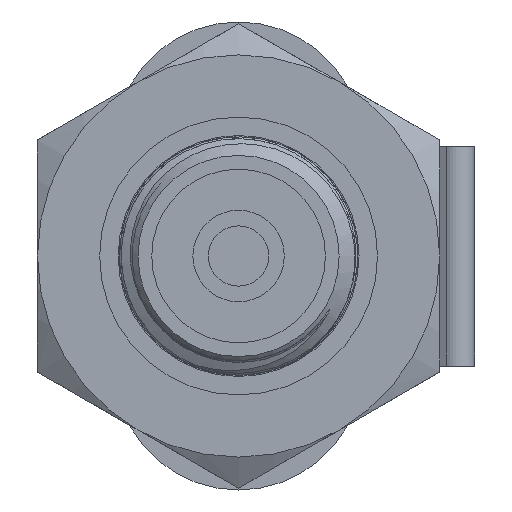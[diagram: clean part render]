
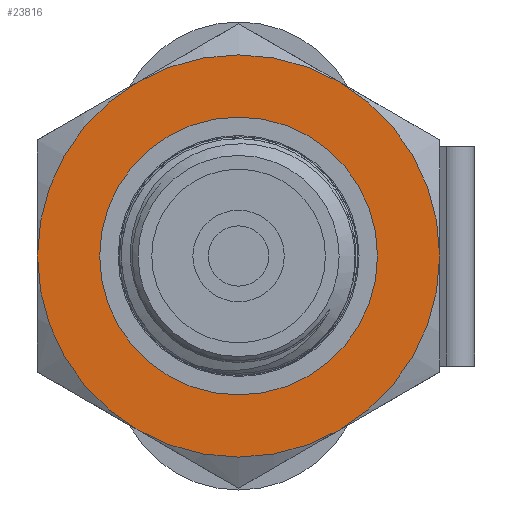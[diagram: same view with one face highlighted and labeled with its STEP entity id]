
A CAD part, left-side view. The second image highlights one B-rep face of the part: STEP entity #23816.
In plain terms, the highlighted planar face has unit normal (-1, 0, 0).
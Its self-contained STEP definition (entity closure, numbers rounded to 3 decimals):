
#514=PLANE('',#25029);
#1198=FACE_BOUND('',#3076,.T.);
#1681=FACE_OUTER_BOUND('',#3075,.T.);
#3075=EDGE_LOOP('',(#17666,#17667,#17668,#17669,#17670,#17671));
#3076=EDGE_LOOP('',(#17672));
#4227=CIRCLE('',#24989,11.);
#4228=CIRCLE('',#24991,11.);
#4229=CIRCLE('',#24993,11.);
#4230=CIRCLE('',#24995,11.);
#4231=CIRCLE('',#24997,11.);
#4232=CIRCLE('',#24999,11.);
#4244=CIRCLE('',#25028,7.6);
#10445=VERTEX_POINT('',#40647);
#10446=VERTEX_POINT('',#40651);
#10448=VERTEX_POINT('',#40658);
#10450=VERTEX_POINT('',#40668);
#10452=VERTEX_POINT('',#40681);
#10454=VERTEX_POINT('',#40691);
#10479=VERTEX_POINT('',#43775);
#13095=EDGE_CURVE('',#10445,#10446,#4227,.T.);
#13098=EDGE_CURVE('',#10448,#10445,#4228,.T.);
#13101=EDGE_CURVE('',#10450,#10448,#4229,.T.);
#13103=EDGE_CURVE('',#10452,#10450,#4230,.T.);
#13106=EDGE_CURVE('',#10454,#10452,#4231,.T.);
#13109=EDGE_CURVE('',#10446,#10454,#4232,.T.);
#13155=EDGE_CURVE('',#10479,#10479,#4244,.T.);
#17666=ORIENTED_EDGE('',*,*,#13109,.T.);
#17667=ORIENTED_EDGE('',*,*,#13106,.T.);
#17668=ORIENTED_EDGE('',*,*,#13103,.T.);
#17669=ORIENTED_EDGE('',*,*,#13101,.T.);
#17670=ORIENTED_EDGE('',*,*,#13098,.T.);
#17671=ORIENTED_EDGE('',*,*,#13095,.T.);
#17672=ORIENTED_EDGE('',*,*,#13155,.T.);
#23816=ADVANCED_FACE('',(#1681,#1198),#514,.T.);
#24989=AXIS2_PLACEMENT_3D('',#40655,#27160,#27161);
#24991=AXIS2_PLACEMENT_3D('',#40665,#27164,#27165);
#24993=AXIS2_PLACEMENT_3D('',#40675,#27168,#27169);
#24995=AXIS2_PLACEMENT_3D('',#40682,#27172,#27173);
#24997=AXIS2_PLACEMENT_3D('',#40692,#27176,#27177);
#24999=AXIS2_PLACEMENT_3D('',#40701,#27180,#27181);
#25028=AXIS2_PLACEMENT_3D('',#43776,#27245,#27246);
#25029=AXIS2_PLACEMENT_3D('',#43778,#27248,#27249);
#27160=DIRECTION('center_axis',(-1.,0.,0.));
#27161=DIRECTION('ref_axis',(0.,1.,0.));
#27164=DIRECTION('center_axis',(-1.,0.,0.));
#27165=DIRECTION('ref_axis',(0.,1.,0.));
#27168=DIRECTION('center_axis',(-1.,0.,0.));
#27169=DIRECTION('ref_axis',(0.,1.,0.));
#27172=DIRECTION('center_axis',(-1.,0.,0.));
#27173=DIRECTION('ref_axis',(0.,1.,0.));
#27176=DIRECTION('center_axis',(-1.,0.,0.));
#27177=DIRECTION('ref_axis',(0.,1.,0.));
#27180=DIRECTION('center_axis',(-1.,0.,0.));
#27181=DIRECTION('ref_axis',(0.,1.,0.));
#27245=DIRECTION('center_axis',(1.,0.,0.));
#27246=DIRECTION('ref_axis',(0.,0.,-1.));
#27248=DIRECTION('center_axis',(-1.,0.,0.));
#27249=DIRECTION('ref_axis',(0.,0.,1.));
#40647=CARTESIAN_POINT('',(-29.7,-11.,0.));
#40651=CARTESIAN_POINT('',(-29.7,-5.5,9.526));
#40655=CARTESIAN_POINT('Origin',(-29.7,0.,
0.));
#40658=CARTESIAN_POINT('',(-29.7,-5.5,-9.526));
#40665=CARTESIAN_POINT('Origin',(-29.7,0.,
0.));
#40668=CARTESIAN_POINT('',(-29.7,5.5,-9.526));
#40675=CARTESIAN_POINT('Origin',(-29.7,0.,
0.));
#40681=CARTESIAN_POINT('',(-29.7,11.,0.));
#40682=CARTESIAN_POINT('Origin',(-29.7,0.,
0.));
#40691=CARTESIAN_POINT('',(-29.7,5.5,9.526));
#40692=CARTESIAN_POINT('Origin',(-29.7,0.,
0.));
#40701=CARTESIAN_POINT('Origin',(-29.7,0.,
0.));
#43775=CARTESIAN_POINT('',(-29.7,-7.6,0.));
#43776=CARTESIAN_POINT('Origin',(-29.7,0.,
0.));
#43778=CARTESIAN_POINT('Origin',(-29.7,11.,0.));
